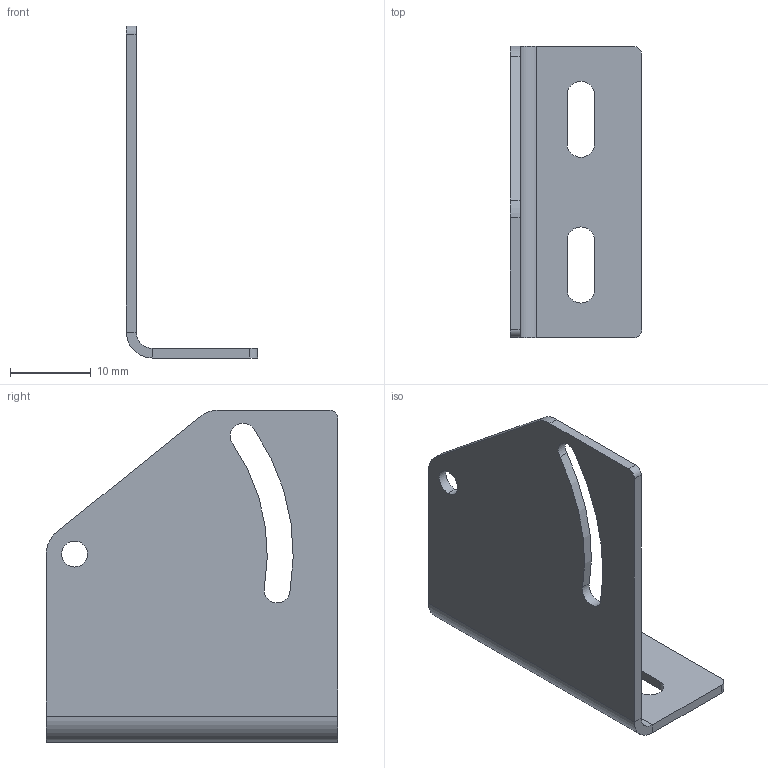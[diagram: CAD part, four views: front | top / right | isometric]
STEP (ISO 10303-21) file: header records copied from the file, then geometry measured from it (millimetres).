
FILE_DESCRIPTION((''),'2;1');
FILE_NAME('207180_ASM','2018-06-13T',('pdmadmin'),('BANNER ENGINEERING'),'CREO PARAMETRIC BY PTC INC, 2016260','CREO PARAMETRIC BY PTC INC, 2016260','');
FILE_SCHEMA(('CONFIG_CONTROL_DESIGN'));
Length unit declared in the file: millimetre
Products named in the file (2): 207172; 207180_ASM
Assembly tree (1 placements, depth 2):
  207180_ASM
    207172
Bounding box: 16.2 x 36 x 41 mm (x, y, z)
Volume: 2009.4 mm3; surface area: 3679.1 mm2
Topology: 1 solids, 1 shells, 34 faces, 88 edges, 56 vertices
Faces by surface type: plane 17, cylinder 17
Entity records: 1125 total; most frequent: DIRECTION 196, CARTESIAN_POINT 181, ORIENTED_EDGE 176, EDGE_CURVE 88, AXIS2_PLACEMENT_3D 71, VERTEX_POINT 56, VECTOR 54, LINE 54
